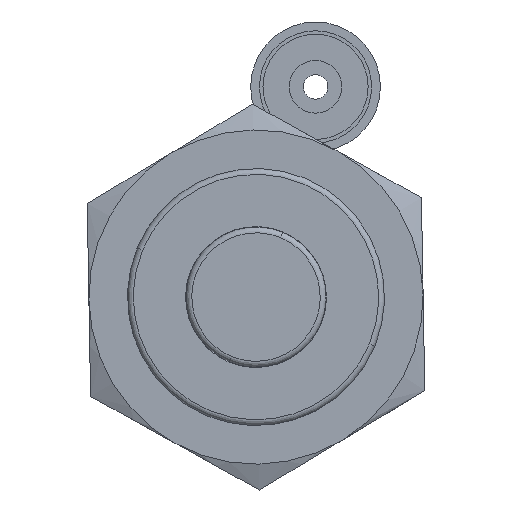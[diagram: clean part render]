
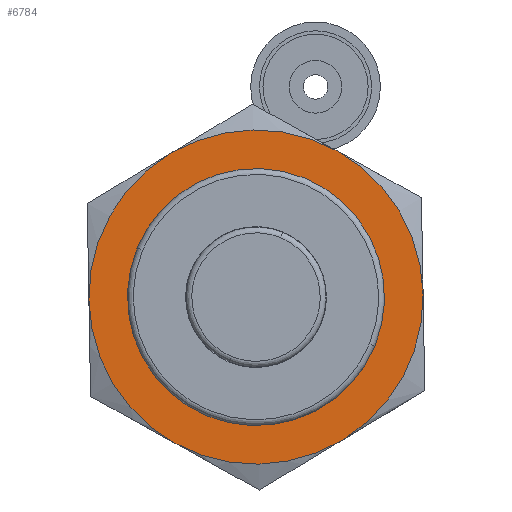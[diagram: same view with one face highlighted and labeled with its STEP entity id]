
A CAD part, left-side view. The second image highlights one B-rep face of the part: STEP entity #6784.
In plain terms, the highlighted planar face has unit normal (-1, 0, 0).
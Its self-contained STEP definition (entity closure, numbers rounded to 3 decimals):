
#86 = CARTESIAN_POINT ( 'NONE',  ( 0., 0., 0. ) ) ;
#109 = DIRECTION ( 'NONE',  ( 0., 0., -1. ) ) ;
#123 = AXIS2_PLACEMENT_3D ( 'NONE', #2812, #4924, #1721 ) ;
#138 = CARTESIAN_POINT ( 'NONE',  ( 0., 12.56, -6.836 ) ) ;
#254 = CARTESIAN_POINT ( 'NONE',  ( 0., 12.2, 7.46 ) ) ;
#353 = VERTEX_POINT ( 'NONE', #2641 ) ;
#611 = DIRECTION ( 'NONE',  ( 0., 0., -1. ) ) ;
#833 = DIRECTION ( 'NONE',  ( 0., 0., -1. ) ) ;
#1080 = VERTEX_POINT ( 'NONE', #4686 ) ;
#1168 = CARTESIAN_POINT ( 'NONE',  ( 0., 0., 0. ) ) ;
#1228 = FACE_BOUND ( 'NONE', #4353, .T. ) ;
#1348 = DIRECTION ( 'NONE',  ( 0., 0., -1. ) ) ;
#1454 = CIRCLE ( 'NONE', #5376, 10. ) ;
#1525 = CARTESIAN_POINT ( 'NONE',  ( 0., 0.36, -14.295 ) ) ;
#1539 = EDGE_CURVE ( 'NONE', #353, #6618, #6610, .T. ) ;
#1707 = CIRCLE ( 'NONE', #123, 14.3 ) ;
#1721 = DIRECTION ( 'NONE',  ( 0., 0., -1. ) ) ;
#1741 = CARTESIAN_POINT ( 'NONE',  ( 0., -12.56, 6.836 ) ) ;
#1835 = DIRECTION ( 'NONE',  ( 1., 0., 0. ) ) ;
#1848 = DIRECTION ( 'NONE',  ( 0., 0., 1. ) ) ;
#1930 = VERTEX_POINT ( 'NONE', #1741 ) ;
#2094 = ORIENTED_EDGE ( 'NONE', *, *, #2451, .F. ) ;
#2099 = CARTESIAN_POINT ( 'NONE',  ( 0., -0.36, 14.295 ) ) ;
#2132 = AXIS2_PLACEMENT_3D ( 'NONE', #6677, #5745, #5150 ) ;
#2172 = CIRCLE ( 'NONE', #6392, 10. ) ;
#2214 = DIRECTION ( 'NONE',  ( 0., 0., -1. ) ) ;
#2225 = VERTEX_POINT ( 'NONE', #2099 ) ;
#2258 = ORIENTED_EDGE ( 'NONE', *, *, #2418, .F. ) ;
#2329 = EDGE_CURVE ( 'NONE', #5258, #2225, #5948, .T. ) ;
#2342 = DIRECTION ( 'NONE',  ( 0., 0., -1. ) ) ;
#2344 = DIRECTION ( 'NONE',  ( 0., 0., -1. ) ) ;
#2418 = EDGE_CURVE ( 'NONE', #6618, #3572, #6485, .T. ) ;
#2451 = EDGE_CURVE ( 'NONE', #3507, #5258, #4931, .T. ) ;
#2641 = CARTESIAN_POINT ( 'NONE',  ( 0., -12.2, -7.46 ) ) ;
#2812 = CARTESIAN_POINT ( 'NONE',  ( 0., 0., 0. ) ) ;
#2815 = ORIENTED_EDGE ( 'NONE', *, *, #6499, .T. ) ;
#2860 = FACE_OUTER_BOUND ( 'NONE', #3959, .T. ) ;
#2941 = AXIS2_PLACEMENT_3D ( 'NONE', #1168, #5926, #2344 ) ;
#3139 = CIRCLE ( 'NONE', #2132, 14.3 ) ;
#3380 = PLANE ( 'NONE',  #3576 ) ;
#3426 = CARTESIAN_POINT ( 'NONE',  ( 0., 0., 0. ) ) ;
#3494 = AXIS2_PLACEMENT_3D ( 'NONE', #4839, #4907, #109 ) ;
#3507 = VERTEX_POINT ( 'NONE', #254 ) ;
#3572 = VERTEX_POINT ( 'NONE', #138 ) ;
#3576 = AXIS2_PLACEMENT_3D ( 'NONE', #4982, #3931, #2342 ) ;
#3604 = AXIS2_PLACEMENT_3D ( 'NONE', #5605, #1835, #833 ) ;
#3775 = CARTESIAN_POINT ( 'NONE',  ( 0., 0., 14.3 ) ) ;
#3931 = DIRECTION ( 'NONE',  ( 1., 0., 0. ) ) ;
#3959 = EDGE_LOOP ( 'NONE', ( #2258, #6054, #5735, #4421, #5402, #2094, #6878 ) ) ;
#3985 = CARTESIAN_POINT ( 'NONE',  ( 0., 0., 0. ) ) ;
#4082 = VERTEX_POINT ( 'NONE', #5833 ) ;
#4352 = EDGE_CURVE ( 'NONE', #3507, #3572, #6172, .T. ) ;
#4353 = EDGE_LOOP ( 'NONE', ( #2815, #4393 ) ) ;
#4393 = ORIENTED_EDGE ( 'NONE', *, *, #5213, .T. ) ;
#4421 = ORIENTED_EDGE ( 'NONE', *, *, #6857, .F. ) ;
#4686 = CARTESIAN_POINT ( 'NONE',  ( 0., 0., -10. ) ) ;
#4839 = CARTESIAN_POINT ( 'NONE',  ( 0., 0., 0. ) ) ;
#4889 = DIRECTION ( 'NONE',  ( 1., 0., 0. ) ) ;
#4907 = DIRECTION ( 'NONE',  ( 1., 0., 0. ) ) ;
#4924 = DIRECTION ( 'NONE',  ( 1., 0., 0. ) ) ;
#4931 = CIRCLE ( 'NONE', #3604, 14.3 ) ;
#4982 = CARTESIAN_POINT ( 'NONE',  ( 0., 0., 0. ) ) ;
#5150 = DIRECTION ( 'NONE',  ( 0., 0., -1. ) ) ;
#5213 = EDGE_CURVE ( 'NONE', #1080, #4082, #2172, .T. ) ;
#5258 = VERTEX_POINT ( 'NONE', #3775 ) ;
#5275 = AXIS2_PLACEMENT_3D ( 'NONE', #3426, #4889, #611 ) ;
#5376 = AXIS2_PLACEMENT_3D ( 'NONE', #6067, #6591, #1348 ) ;
#5402 = ORIENTED_EDGE ( 'NONE', *, *, #2329, .F. ) ;
#5605 = CARTESIAN_POINT ( 'NONE',  ( 0., 0., 0. ) ) ;
#5735 = ORIENTED_EDGE ( 'NONE', *, *, #5877, .F. ) ;
#5745 = DIRECTION ( 'NONE',  ( 1., 0., 0. ) ) ;
#5833 = CARTESIAN_POINT ( 'NONE',  ( 0., 0., 10. ) ) ;
#5877 = EDGE_CURVE ( 'NONE', #1930, #353, #1707, .T. ) ;
#5905 = DIRECTION ( 'NONE',  ( 1., 0., 0. ) ) ;
#5926 = DIRECTION ( 'NONE',  ( 1., 0., 0. ) ) ;
#5948 = CIRCLE ( 'NONE', #2941, 14.3 ) ;
#5972 = AXIS2_PLACEMENT_3D ( 'NONE', #3985, #6626, #1848 ) ;
#6054 = ORIENTED_EDGE ( 'NONE', *, *, #1539, .F. ) ;
#6067 = CARTESIAN_POINT ( 'NONE',  ( 0., 0., 0. ) ) ;
#6172 = CIRCLE ( 'NONE', #5972, 14.3 ) ;
#6392 = AXIS2_PLACEMENT_3D ( 'NONE', #86, #5905, #2214 ) ;
#6485 = CIRCLE ( 'NONE', #3494, 14.3 ) ;
#6499 = EDGE_CURVE ( 'NONE', #4082, #1080, #1454, .T. ) ;
#6591 = DIRECTION ( 'NONE',  ( 1., 0., 0. ) ) ;
#6610 = CIRCLE ( 'NONE', #5275, 14.3 ) ;
#6618 = VERTEX_POINT ( 'NONE', #1525 ) ;
#6626 = DIRECTION ( 'NONE',  ( -1., 0., 0. ) ) ;
#6677 = CARTESIAN_POINT ( 'NONE',  ( 0., 0., 0. ) ) ;
#6784 = ADVANCED_FACE ( 'NONE', ( #1228, #2860 ), #3380, .F. ) ;
#6857 = EDGE_CURVE ( 'NONE', #2225, #1930, #3139, .T. ) ;
#6878 = ORIENTED_EDGE ( 'NONE', *, *, #4352, .T. ) ;
